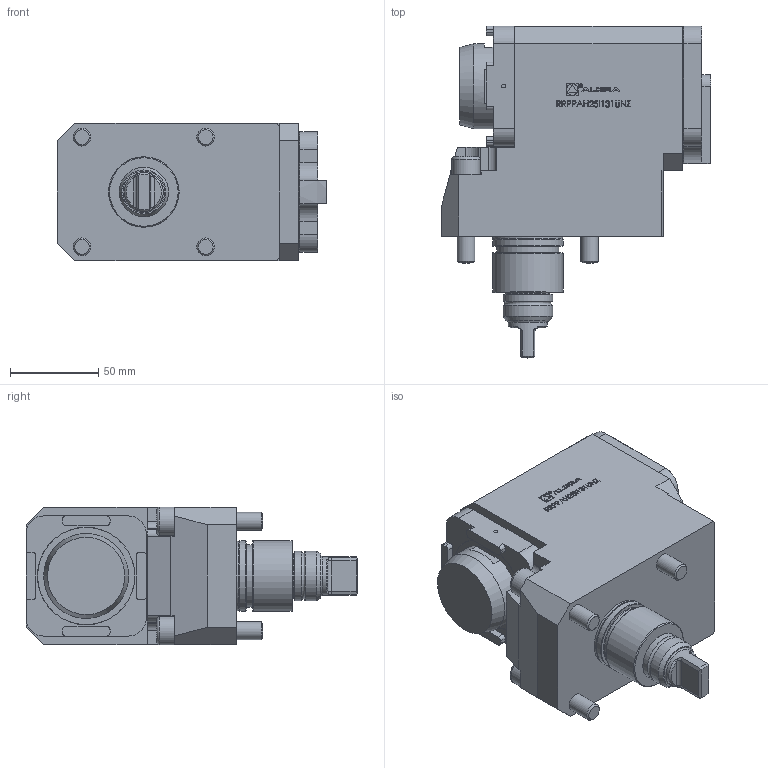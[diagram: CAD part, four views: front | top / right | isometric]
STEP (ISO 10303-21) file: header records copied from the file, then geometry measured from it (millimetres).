
FILE_DESCRIPTION (( 'STEP AP214' ), '1' );
FILE_NAME ('RRPPAH25I131UNZ.STEP', '2025-10-07T08:39:14', ( '' ), ( '' ), 'SwSTEP 2.0', 'SolidWorks 2023', '' );
FILE_SCHEMA (( 'AUTOMOTIVE_DESIGN' ));
Length unit declared in the file: millimetre
Products named in the file (1): RRPPAH25I131UNZ
Bounding box: 152.5 x 187.8 x 78 mm (x, y, z)
Volume: 1182942.6 mm3; surface area: 83375.4 mm2
Topology: 1 solids, 1 shells, 526 faces, 1357 edges, 887 vertices
Faces by surface type: plane 336, cylinder 85, bspline 62, cone 33, torus 10
Full cylindrical faces by diameter (mm): 1.7 x1, 2.1 x1, 6.366 x1, 10 x4, 16 x2, 22 x1, 25 x1, 28 x2, 35.1 x1, 39.5 x1, 39.8 x1, 39.9 x1, 48 x1
Entity records: 22341 total; most frequent: CARTESIAN_POINT 6708, ORIENTED_EDGE 2618, DIRECTION 2292, EDGE_CURVE 1309, VECTOR 936, LINE 936, VERTEX_POINT 878, AXIS2_PLACEMENT_3D 678
